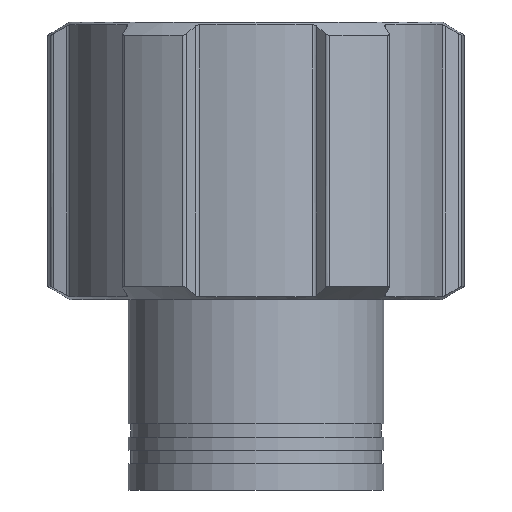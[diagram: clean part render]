
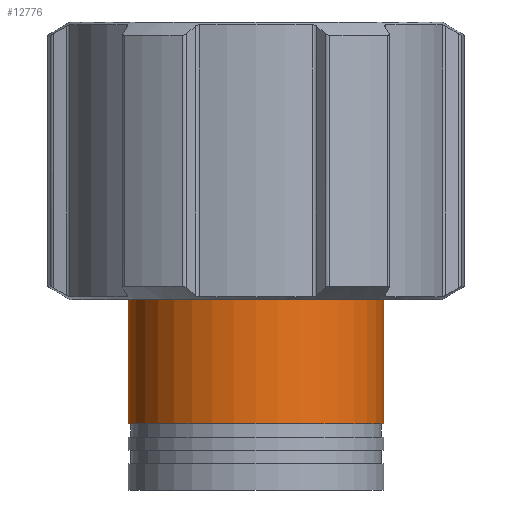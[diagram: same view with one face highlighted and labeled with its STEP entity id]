
A CAD part, front view. The second image highlights one B-rep face of the part: STEP entity #12776.
In plain terms, the highlighted cylindrical face has radius 9.672 mm (diameter 19.344 mm), a partial arc.
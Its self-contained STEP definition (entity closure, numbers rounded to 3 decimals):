
#444 = CARTESIAN_POINT ( 'NONE',  ( 9.672, 0., -22.9 ) ) ;
#2041 = ORIENTED_EDGE ( 'NONE', *, *, #16235, .F. ) ;
#2474 = VERTEX_POINT ( 'NONE', #33491 ) ;
#2626 = DIRECTION ( 'NONE',  ( -1., 0., 0. ) ) ;
#3235 = FACE_OUTER_BOUND ( 'NONE', #39263, .T. ) ;
#6924 = ORIENTED_EDGE ( 'NONE', *, *, #19824, .T. ) ;
#8437 = CIRCLE ( 'NONE', #32135, 9.672 ) ;
#9851 = CARTESIAN_POINT ( 'NONE',  ( 0., 0., -22.9 ) ) ;
#10198 = CARTESIAN_POINT ( 'NONE',  ( -9.672, 0., 1.395 ) ) ;
#10435 = DIRECTION ( 'NONE',  ( -1., 0., 0. ) ) ;
#12776 = ADVANCED_FACE ( 'NONE', ( #3235 ), #36086, .T. ) ;
#15373 = CARTESIAN_POINT ( 'NONE',  ( 0., 0., -7.85 ) ) ;
#15885 = CARTESIAN_POINT ( 'NONE',  ( 9.672, 0., -7.85 ) ) ;
#16227 = DIRECTION ( 'NONE',  ( 0., 0., 1. ) ) ;
#16235 = EDGE_CURVE ( 'NONE', #27038, #33023, #31416, .T. ) ;
#18652 = EDGE_CURVE ( 'NONE', #27038, #2474, #20519, .T. ) ;
#19126 = VERTEX_POINT ( 'NONE', #29923 ) ;
#19824 = EDGE_CURVE ( 'NONE', #2474, #19126, #20388, .T. ) ;
#20388 = LINE ( 'NONE', #10198, #28018 ) ;
#20519 = CIRCLE ( 'NONE', #40775, 9.672 ) ;
#22979 = CARTESIAN_POINT ( 'NONE',  ( 0., 0., 1.395 ) ) ;
#27038 = VERTEX_POINT ( 'NONE', #15885 ) ;
#28018 = VECTOR ( 'NONE', #33111, 1000. ) ;
#28319 = DIRECTION ( 'NONE',  ( 0., 0., -1. ) ) ;
#28337 = VECTOR ( 'NONE', #41350, 1000. ) ;
#28469 = CARTESIAN_POINT ( 'NONE',  ( 9.672, 0., 1.395 ) ) ;
#29135 = DIRECTION ( 'NONE',  ( 0., 0., -1. ) ) ;
#29179 = AXIS2_PLACEMENT_3D ( 'NONE', #22979, #29135, #10435 ) ;
#29923 = CARTESIAN_POINT ( 'NONE',  ( -9.672, 0., -22.9 ) ) ;
#30167 = ORIENTED_EDGE ( 'NONE', *, *, #18652, .T. ) ;
#30213 = EDGE_CURVE ( 'NONE', #19126, #33023, #8437, .T. ) ;
#31041 = ORIENTED_EDGE ( 'NONE', *, *, #30213, .T. ) ;
#31416 = LINE ( 'NONE', #28469, #28337 ) ;
#32135 = AXIS2_PLACEMENT_3D ( 'NONE', #9851, #16227, #2626 ) ;
#33023 = VERTEX_POINT ( 'NONE', #444 ) ;
#33111 = DIRECTION ( 'NONE',  ( 0., 0., -1. ) ) ;
#33491 = CARTESIAN_POINT ( 'NONE',  ( -9.672, 0., -7.85 ) ) ;
#36086 = CYLINDRICAL_SURFACE ( 'NONE', #29179, 9.672 ) ;
#39263 = EDGE_LOOP ( 'NONE', ( #2041, #30167, #6924, #31041 ) ) ;
#40775 = AXIS2_PLACEMENT_3D ( 'NONE', #15373, #28319, #41206 ) ;
#41206 = DIRECTION ( 'NONE',  ( -1., 0., 0. ) ) ;
#41350 = DIRECTION ( 'NONE',  ( 0., 0., -1. ) ) ;
